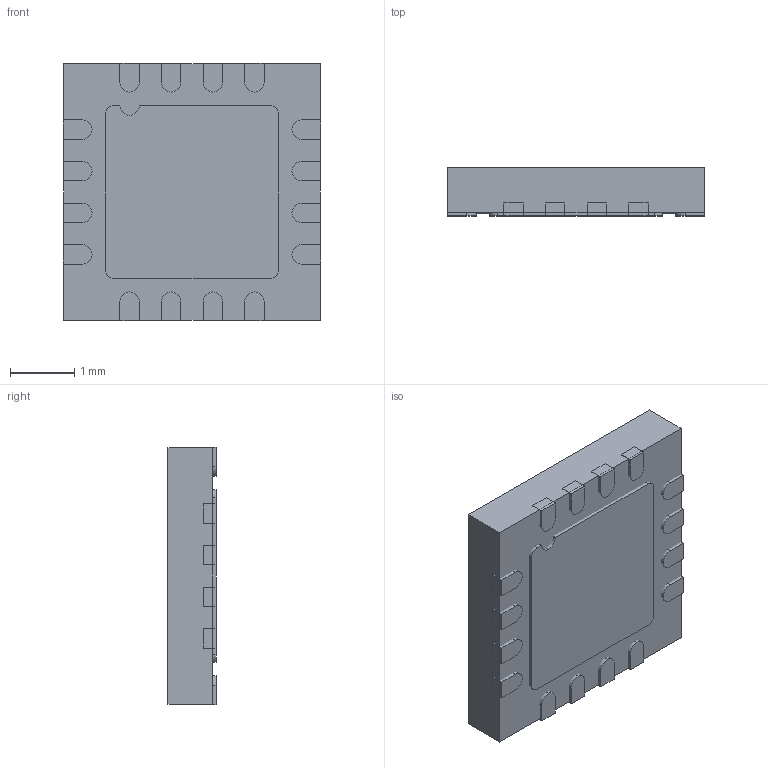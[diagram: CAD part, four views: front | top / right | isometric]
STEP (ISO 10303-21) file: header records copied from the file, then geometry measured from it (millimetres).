
FILE_DESCRIPTION (( 'STEP AP214' ), '1' );
FILE_NAME ('CP-16-17.STEP', '2019-05-10T16:27:55', ( '' ), ( '' ), 'SwSTEP 2.0', 'SolidWorks 2018', '' );
FILE_SCHEMA (( 'AUTOMOTIVE_DESIGN' ));
Length unit declared in the file: millimetre
Products named in the file (4): CP-16-17; Pin; Body; EP
Assembly tree (18 placements, depth 2):
  CP-16-17
    EP
    Pin  x16
    Body
Bounding box: 4.02 x 0.75 x 4.02 mm (x, y, z)
Surface area: 68.2 mm2
Topology: 18 solids, 18 shells, 211 faces, 492 edges, 328 vertices
Faces by surface type: plane 138, cylinder 40, bspline 33
Entity records: 5426 total; most frequent: CARTESIAN_POINT 2725, ORIENTED_EDGE 534, DIRECTION 409, EDGE_CURVE 267, VECTOR 181, LINE 181, VERTEX_POINT 178, EDGE_LOOP 117
